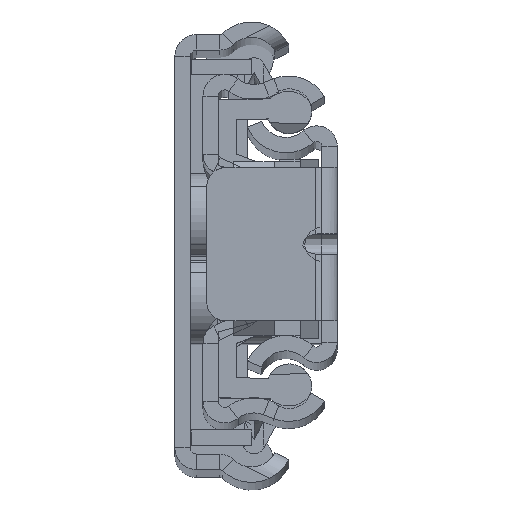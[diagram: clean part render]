
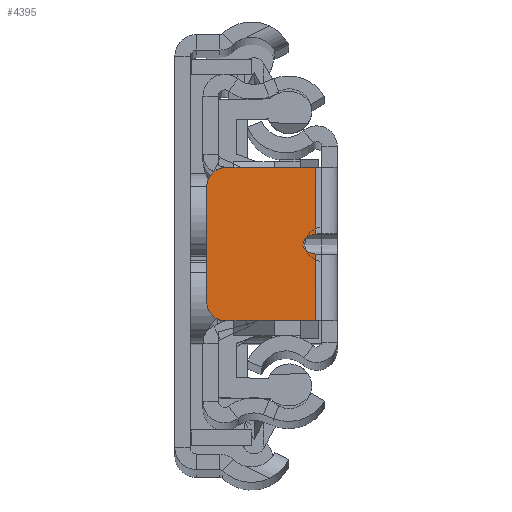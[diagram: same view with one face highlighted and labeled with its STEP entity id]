
A CAD part, top view. The second image highlights one B-rep face of the part: STEP entity #4395.
In plain terms, the highlighted planar face has unit normal (0, 0, 1).
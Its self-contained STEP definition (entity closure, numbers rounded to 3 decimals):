
#119 = CARTESIAN_POINT ( 'NONE',  ( -1.7, -6., 0. ) ) ;
#679 = EDGE_CURVE ( 'NONE', #19377, #2229, #9216, .T. ) ;
#1280 = EDGE_LOOP ( 'NONE', ( #11793, #21501, #19216, #4931, #13679, #23317, #25358, #4576 ) ) ;
#1337 = EDGE_CURVE ( 'NONE', #23089, #13262, #8587, .T. ) ;
#1562 = LINE ( 'NONE', #3366, #2361 ) ;
#1597 = DIRECTION ( 'NONE',  ( -1., 0., 0. ) ) ;
#2229 = VERTEX_POINT ( 'NONE', #8408 ) ;
#2361 = VECTOR ( 'NONE', #24668, 1000. ) ;
#2527 = VERTEX_POINT ( 'NONE', #16454 ) ;
#2707 = LINE ( 'NONE', #12445, #18690 ) ;
#3259 = PLANE ( 'NONE',  #19336 ) ;
#3366 = CARTESIAN_POINT ( 'NONE',  ( 0., 6., 0. ) ) ;
#4169 = EDGE_CURVE ( 'NONE', #2527, #24289, #10307, .T. ) ;
#4395 = ADVANCED_FACE ( 'NONE', ( #13398 ), #3259, .F. ) ;
#4576 = ORIENTED_EDGE ( 'NONE', *, *, #4169, .F. ) ;
#4931 = ORIENTED_EDGE ( 'NONE', *, *, #16037, .T. ) ;
#4956 = CARTESIAN_POINT ( 'NONE',  ( 0., -6., 0. ) ) ;
#6472 = DIRECTION ( 'NONE',  ( 0., -1., 0. ) ) ;
#6962 = CARTESIAN_POINT ( 'NONE',  ( 0., 0., 0. ) ) ;
#7089 = DIRECTION ( 'NONE',  ( 0., 0., -1. ) ) ;
#7227 = DIRECTION ( 'NONE',  ( -1., 0., 0. ) ) ;
#7380 = EDGE_CURVE ( 'NONE', #16892, #13262, #23111, .T. ) ;
#7886 = CARTESIAN_POINT ( 'NONE',  ( -1.7, 0.79, 0. ) ) ;
#8408 = CARTESIAN_POINT ( 'NONE',  ( -10.2, 4.5, 0. ) ) ;
#8587 = LINE ( 'NONE', #4956, #10504 ) ;
#9186 = AXIS2_PLACEMENT_3D ( 'NONE', #14561, #10964, #1597 ) ;
#9216 = CIRCLE ( 'NONE', #13330, 1.5 ) ;
#9753 = DIRECTION ( 'NONE',  ( 0., -1., 0. ) ) ;
#10307 = LINE ( 'NONE', #22518, #20155 ) ;
#10504 = VECTOR ( 'NONE', #24251, 1000. ) ;
#10637 = DIRECTION ( 'NONE',  ( 0., -1., 0. ) ) ;
#10964 = DIRECTION ( 'NONE',  ( 0., 0., 1. ) ) ;
#11793 = ORIENTED_EDGE ( 'NONE', *, *, #18120, .T. ) ;
#12445 = CARTESIAN_POINT ( 'NONE',  ( -10.2, 0., 0. ) ) ;
#13262 = VERTEX_POINT ( 'NONE', #17054 ) ;
#13330 = AXIS2_PLACEMENT_3D ( 'NONE', #18486, #14347, #24246 ) ;
#13398 = FACE_OUTER_BOUND ( 'NONE', #1280, .T. ) ;
#13679 = ORIENTED_EDGE ( 'NONE', *, *, #1337, .T. ) ;
#14330 = CARTESIAN_POINT ( 'NONE',  ( -8.7, 6., 0. ) ) ;
#14347 = DIRECTION ( 'NONE',  ( 0., 0., 1. ) ) ;
#14561 = CARTESIAN_POINT ( 'NONE',  ( -8.7, -4.5, 0. ) ) ;
#15567 =( BOUNDED_CURVE ( )  B_SPLINE_CURVE ( 3, ( #17153, #24977, #16102, #7886 ),
 .UNSPECIFIED., .F., .F. ) 
 B_SPLINE_CURVE_WITH_KNOTS ( ( 4, 4 ),
 ( 4.83, 7.736 ),
 .UNSPECIFIED. ) 
 CURVE ( )  GEOMETRIC_REPRESENTATION_ITEM ( )  RATIONAL_B_SPLINE_CURVE ( ( 1., 0.412, 0.412, 1. ) ) 
 REPRESENTATION_ITEM ( '' )  );
#15743 = CARTESIAN_POINT ( 'NONE',  ( -8.7, -6., 0. ) ) ;
#16037 = EDGE_CURVE ( 'NONE', #16776, #23089, #21898, .T. ) ;
#16063 = EDGE_CURVE ( 'NONE', #16892, #24289, #15567, .T. ) ;
#16102 = CARTESIAN_POINT ( 'NONE',  ( -3.497, 0.64, 0. ) ) ;
#16454 = CARTESIAN_POINT ( 'NONE',  ( -1.7, 6., 0. ) ) ;
#16643 = VECTOR ( 'NONE', #9753, 1000. ) ;
#16776 = VERTEX_POINT ( 'NONE', #24298 ) ;
#16892 = VERTEX_POINT ( 'NONE', #22885 ) ;
#17054 = CARTESIAN_POINT ( 'NONE',  ( -1.7, -6., 0. ) ) ;
#17153 = CARTESIAN_POINT ( 'NONE',  ( -1.7, -0.79, 0. ) ) ;
#18120 = EDGE_CURVE ( 'NONE', #2527, #19377, #1562, .T. ) ;
#18486 = CARTESIAN_POINT ( 'NONE',  ( -8.7, 4.5, 0. ) ) ;
#18690 = VECTOR ( 'NONE', #10637, 1000. ) ;
#19216 = ORIENTED_EDGE ( 'NONE', *, *, #20272, .T. ) ;
#19336 = AXIS2_PLACEMENT_3D ( 'NONE', #6962, #7089, #7227 ) ;
#19377 = VERTEX_POINT ( 'NONE', #14330 ) ;
#20155 = VECTOR ( 'NONE', #6472, 1000. ) ;
#20272 = EDGE_CURVE ( 'NONE', #2229, #16776, #2707, .T. ) ;
#21501 = ORIENTED_EDGE ( 'NONE', *, *, #679, .T. ) ;
#21898 = CIRCLE ( 'NONE', #9186, 1.5 ) ;
#22518 = CARTESIAN_POINT ( 'NONE',  ( -1.7, -6., 0. ) ) ;
#22715 = CARTESIAN_POINT ( 'NONE',  ( -1.7, 0.79, 0. ) ) ;
#22885 = CARTESIAN_POINT ( 'NONE',  ( -1.7, -0.79, 0. ) ) ;
#23089 = VERTEX_POINT ( 'NONE', #15743 ) ;
#23111 = LINE ( 'NONE', #119, #16643 ) ;
#23317 = ORIENTED_EDGE ( 'NONE', *, *, #7380, .F. ) ;
#24246 = DIRECTION ( 'NONE',  ( -1., 0., 0. ) ) ;
#24251 = DIRECTION ( 'NONE',  ( 1., 0., 0. ) ) ;
#24289 = VERTEX_POINT ( 'NONE', #22715 ) ;
#24298 = CARTESIAN_POINT ( 'NONE',  ( -10.2, -4.5, 0. ) ) ;
#24668 = DIRECTION ( 'NONE',  ( -1., 0., 0. ) ) ;
#24977 = CARTESIAN_POINT ( 'NONE',  ( -3.497, -0.64, 0. ) ) ;
#25358 = ORIENTED_EDGE ( 'NONE', *, *, #16063, .T. ) ;
